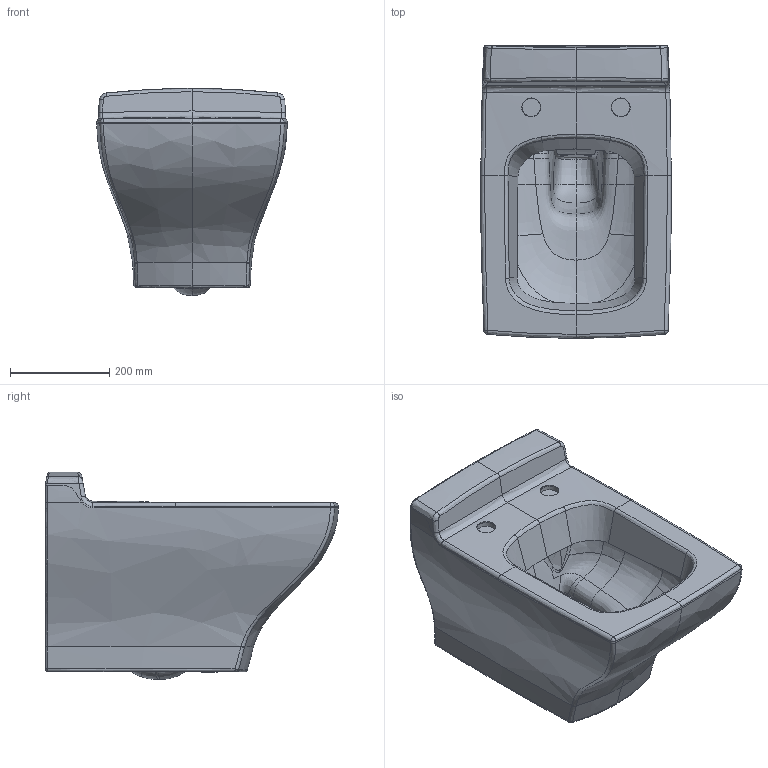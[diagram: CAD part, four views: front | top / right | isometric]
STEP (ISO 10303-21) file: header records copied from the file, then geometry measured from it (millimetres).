
FILE_DESCRIPTION(/* description */ (''),/* implementation_level */ '2;1');
FILE_NAME(/* name */ '5627U1_La_Belle_WWC.stp',/* time_stamp */ '2019-01-29T11:26:45+01:00',/* author */ (''),/* organization */ (''),/* preprocessor_version */ 'ST-DEVELOPER v16',/* originating_system */ 'SIEMENS PLM Software NX 10.0',/* authorisation */ '');
FILE_SCHEMA (('AUTOMOTIVE_DESIGN { 1 0 10303 214 3 1 1 1 }'));
Length unit declared in the file: millimetre
Products named in the file (1): math29E4DE732xtc
Bounding box: 383.38 x 588.59 x 416.47 mm (x, y, z)
Volume: 38677181.1 mm3; surface area: 1183810.3 mm2
Topology: 1 solids, 1 shells, 305 faces, 752 edges, 438 vertices
Faces by surface type: bspline 273, plane 22, sphere 6, cylinder 2, extrusion 2
Entity records: 31363 total; most frequent: CARTESIAN_POINT 26702, ORIENTED_EDGE 1464, EDGE_CURVE 732, B_SPLINE_CURVE_WITH_KNOTS 582, VERTEX_POINT 436, EDGE_LOOP 312, ADVANCED_FACE 305, FACE_OUTER_BOUND 298
